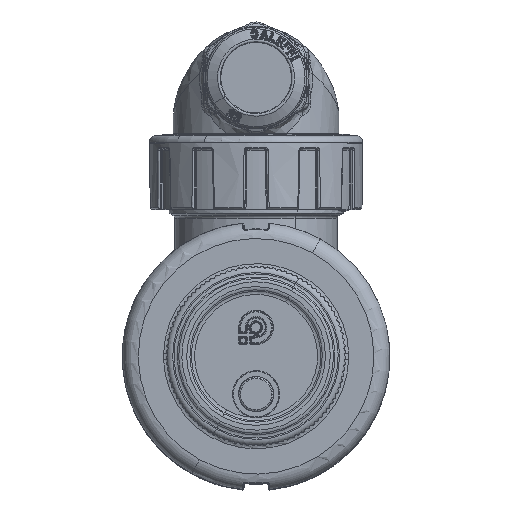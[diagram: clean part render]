
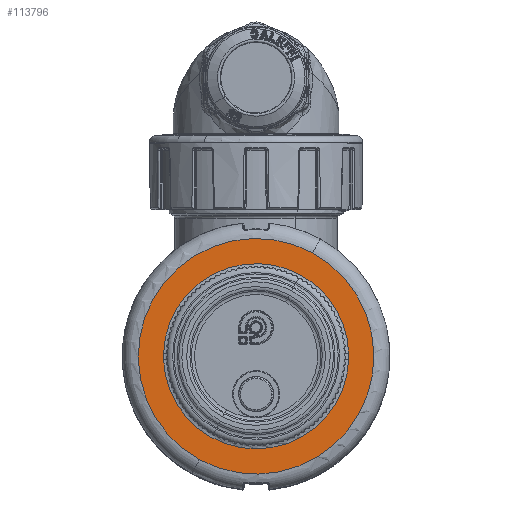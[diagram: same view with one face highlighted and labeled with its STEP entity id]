
A CAD part, top view. The second image highlights one B-rep face of the part: STEP entity #113796.
In plain terms, the highlighted planar face has unit normal (0, 0, 1).
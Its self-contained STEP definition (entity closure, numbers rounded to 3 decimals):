
#113639=CARTESIAN_POINT('Vertex',(29.068,1.,59.4)) ;
#113642=CARTESIAN_POINT('Axis2P3D Location',(0.,0.,59.4)) ;
#113646=CARTESIAN_POINT('Vertex',(19.847,21.261,59.4)) ;
#113649=CARTESIAN_POINT('Axis2P3D Location',(0.,0.,59.4)) ;
#113653=CARTESIAN_POINT('Vertex',(1.,29.068,59.4)) ;
#113656=CARTESIAN_POINT('Axis2P3D Location',(0.,0.,59.4)) ;
#113660=CARTESIAN_POINT('Vertex',(-29.068,1.,59.4)) ;
#113687=CARTESIAN_POINT('Axis2P3D Location',(0.,0.,59.4)) ;
#113691=CARTESIAN_POINT('Vertex',(-29.068,-1.,59.4)) ;
#113716=CARTESIAN_POINT('Vertex',(29.068,-1.,59.4)) ;
#113719=CARTESIAN_POINT('Axis2P3D Location',(0.,0.,59.4)) ;
#113723=CARTESIAN_POINT('Vertex',(-29.064,-1.104,59.4)) ;
#113726=CARTESIAN_POINT('Axis2P3D Location',(0.,0.,59.4)) ;
#113741=CARTESIAN_POINT('Axis2P3D Location',(0.,0.,59.4)) ;
#113745=CARTESIAN_POINT('Vertex',(29.085,0.,59.4)) ;
#113748=CARTESIAN_POINT('Axis2P3D Location',(0.,0.,59.4)) ;
#113763=CARTESIAN_POINT('Axis2P3D Location',(0.,37.,59.4)) ;
#113768=CARTESIAN_POINT('Axis2P3D Location',(0.,0.,59.4)) ;
#113772=CARTESIAN_POINT('Vertex',(-17.739,-32.471,59.4)) ;
#113774=CARTESIAN_POINT('Vertex',(17.739,32.471,59.4)) ;
#113777=CARTESIAN_POINT('Axis2P3D Location',(0.,0.,59.4)) ;
#113643=DIRECTION('Axis2P3D Direction',(0.,0.,-1.)) ;
#113650=DIRECTION('Axis2P3D Direction',(0.,0.,-1.)) ;
#113657=DIRECTION('Axis2P3D Direction',(0.,0.,-1.)) ;
#113688=DIRECTION('Axis2P3D Direction',(0.,0.,-1.)) ;
#113720=DIRECTION('Axis2P3D Direction',(0.,0.,-1.)) ;
#113727=DIRECTION('Axis2P3D Direction',(0.,0.,-1.)) ;
#113742=DIRECTION('Axis2P3D Direction',(0.,0.,-1.)) ;
#113749=DIRECTION('Axis2P3D Direction',(0.,0.,-1.)) ;
#113764=DIRECTION('Axis2P3D Direction',(0.,0.,-1.)) ;
#113765=DIRECTION('Axis2P3D XDirection',(1.,0.,0.)) ;
#113769=DIRECTION('Axis2P3D Direction',(0.,0.,-1.)) ;
#113778=DIRECTION('Axis2P3D Direction',(0.,0.,-1.)) ;
#113644=AXIS2_PLACEMENT_3D('Circle Axis2P3D',#113642,#113643,$) ;
#113651=AXIS2_PLACEMENT_3D('Circle Axis2P3D',#113649,#113650,$) ;
#113658=AXIS2_PLACEMENT_3D('Circle Axis2P3D',#113656,#113657,$) ;
#113689=AXIS2_PLACEMENT_3D('Circle Axis2P3D',#113687,#113688,$) ;
#113721=AXIS2_PLACEMENT_3D('Circle Axis2P3D',#113719,#113720,$) ;
#113728=AXIS2_PLACEMENT_3D('Circle Axis2P3D',#113726,#113727,$) ;
#113743=AXIS2_PLACEMENT_3D('Circle Axis2P3D',#113741,#113742,$) ;
#113750=AXIS2_PLACEMENT_3D('Circle Axis2P3D',#113748,#113749,$) ;
#113766=AXIS2_PLACEMENT_3D('Plane Axis2P3D',#113763,#113764,#113765) ;
#113770=AXIS2_PLACEMENT_3D('Circle Axis2P3D',#113768,#113769,$) ;
#113779=AXIS2_PLACEMENT_3D('Circle Axis2P3D',#113777,#113778,$) ;
#113645=CIRCLE('generated circle',#113644,29.085) ;
#113652=CIRCLE('generated circle',#113651,29.085) ;
#113659=CIRCLE('generated circle',#113658,29.085) ;
#113690=CIRCLE('generated circle',#113689,29.085) ;
#113722=CIRCLE('generated circle',#113721,29.085) ;
#113729=CIRCLE('generated circle',#113728,29.085) ;
#113744=CIRCLE('generated circle',#113743,29.085) ;
#113751=CIRCLE('generated circle',#113750,29.085) ;
#113771=CIRCLE('generated circle',#113770,37.) ;
#113780=CIRCLE('generated circle',#113779,37.) ;
#113767=PLANE('',#113766) ;
#113795=FACE_BOUND('',#113786,.T.) ;
#113648=EDGE_CURVE('',#113647,#113640,#113645,.T.) ;
#113655=EDGE_CURVE('',#113654,#113647,#113652,.T.) ;
#113662=EDGE_CURVE('',#113661,#113654,#113659,.T.) ;
#113693=EDGE_CURVE('',#113692,#113661,#113690,.T.) ;
#113725=EDGE_CURVE('',#113724,#113692,#113722,.T.) ;
#113730=EDGE_CURVE('',#113717,#113724,#113729,.T.) ;
#113747=EDGE_CURVE('',#113746,#113717,#113744,.T.) ;
#113752=EDGE_CURVE('',#113640,#113746,#113751,.T.) ;
#113776=EDGE_CURVE('',#113773,#113775,#113771,.T.) ;
#113781=EDGE_CURVE('',#113775,#113773,#113780,.T.) ;
#113783=ORIENTED_EDGE('',*,*,#113776,.F.) ;
#113784=ORIENTED_EDGE('',*,*,#113781,.F.) ;
#113787=ORIENTED_EDGE('',*,*,#113747,.T.) ;
#113788=ORIENTED_EDGE('',*,*,#113730,.T.) ;
#113789=ORIENTED_EDGE('',*,*,#113725,.T.) ;
#113790=ORIENTED_EDGE('',*,*,#113693,.T.) ;
#113791=ORIENTED_EDGE('',*,*,#113662,.T.) ;
#113792=ORIENTED_EDGE('',*,*,#113655,.T.) ;
#113793=ORIENTED_EDGE('',*,*,#113648,.T.) ;
#113794=ORIENTED_EDGE('',*,*,#113752,.T.) ;
#113782=EDGE_LOOP('',(#113783,#113784)) ;
#113786=EDGE_LOOP('',(#113787,#113788,#113789,#113790,#113791,#113792,#113793,#113794)) ;
#113640=VERTEX_POINT('',#113639) ;
#113647=VERTEX_POINT('',#113646) ;
#113654=VERTEX_POINT('',#113653) ;
#113661=VERTEX_POINT('',#113660) ;
#113692=VERTEX_POINT('',#113691) ;
#113717=VERTEX_POINT('',#113716) ;
#113724=VERTEX_POINT('',#113723) ;
#113746=VERTEX_POINT('',#113745) ;
#113773=VERTEX_POINT('',#113772) ;
#113775=VERTEX_POINT('',#113774) ;
#113796=ADVANCED_FACE('PartBody',(#113785,#113795),#113767,.F.) ;
#113785=FACE_OUTER_BOUND('',#113782,.T.) ;
